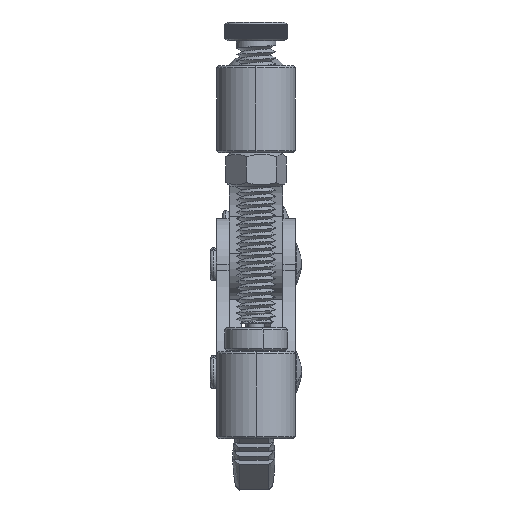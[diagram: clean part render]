
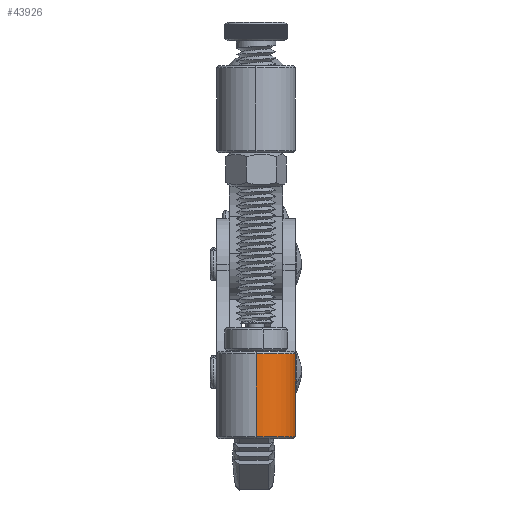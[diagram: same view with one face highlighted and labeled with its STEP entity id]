
A CAD part, top view. The second image highlights one B-rep face of the part: STEP entity #43926.
In plain terms, the highlighted cylindrical face has radius 9.5 mm (diameter 19 mm), a partial arc.
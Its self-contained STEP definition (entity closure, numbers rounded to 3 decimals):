
#7531 = VERTEX_POINT ( 'NONE', #33010 ) ;
#7834 = VERTEX_POINT ( 'NONE', #40774 ) ;
#7846 = EDGE_CURVE ( 'NONE', #7834, #7899, #38471, .T. ) ;
#7899 = VERTEX_POINT ( 'NONE', #40843 ) ;
#33010 = CARTESIAN_POINT ( 'NONE',  ( 9.53, 48.224, 26.316 ) ) ;
#38467 = DIRECTION ( 'NONE',  ( 0., 0., 1. ) ) ;
#38468 = DIRECTION ( 'NONE',  ( 0., -1., 0. ) ) ;
#38469 = CARTESIAN_POINT ( 'NONE',  ( 9.53, 68.224, 35.816 ) ) ;
#38470 = AXIS2_PLACEMENT_3D ( 'NONE', #38469, #38468, #38467 ) ;
#38471 = CIRCLE ( 'NONE', #38470, 9.5 ) ;
#40774 = CARTESIAN_POINT ( 'NONE',  ( 9.53, 68.224, 26.316 ) ) ;
#40843 = CARTESIAN_POINT ( 'NONE',  ( 9.53, 68.224, 45.316 ) ) ;
#41117 = AXIS2_PLACEMENT_3D ( 'NONE', #41176, #41175, #41174 ) ;
#41118 = CYLINDRICAL_SURFACE ( 'NONE', #41117, 9.5 ) ;
#41119 = FACE_OUTER_BOUND ( 'NONE', #43929, .T. ) ;
#41124 = DIRECTION ( 'NONE',  ( 0., -1., 0. ) ) ;
#41125 = VECTOR ( 'NONE', #41124, 1000. ) ;
#41126 = CARTESIAN_POINT ( 'NONE',  ( 9.53, 68.724, 45.316 ) ) ;
#41127 = LINE ( 'NONE', #41126, #41125 ) ;
#41174 = DIRECTION ( 'NONE',  ( 0., 0., -1. ) ) ;
#41175 = DIRECTION ( 'NONE',  ( 0., -1., 0. ) ) ;
#41176 = CARTESIAN_POINT ( 'NONE',  ( 9.53, 68.724, 35.816 ) ) ;
#41214 = DIRECTION ( 'NONE',  ( 0., -1., 0. ) ) ;
#41215 = VECTOR ( 'NONE', #41214, 1000. ) ;
#41216 = CARTESIAN_POINT ( 'NONE',  ( 9.53, 68.724, 26.316 ) ) ;
#41217 = LINE ( 'NONE', #41216, #41215 ) ;
#41575 = DIRECTION ( 'NONE',  ( 0., 0., 1. ) ) ;
#41576 = DIRECTION ( 'NONE',  ( 0., 1., 0. ) ) ;
#41577 = CARTESIAN_POINT ( 'NONE',  ( 9.53, 48.224, 35.816 ) ) ;
#41578 = AXIS2_PLACEMENT_3D ( 'NONE', #41577, #41576, #41575 ) ;
#41579 = CIRCLE ( 'NONE', #41578, 9.5 ) ;
#41585 = CARTESIAN_POINT ( 'NONE',  ( 9.53, 48.224, 45.316 ) ) ;
#43911 = ORIENTED_EDGE ( 'NONE', *, *, #44367, .T. ) ;
#43915 = EDGE_CURVE ( 'NONE', #7899, #44365, #41127, .T. ) ;
#43917 = ORIENTED_EDGE ( 'NONE', *, *, #7846, .T. ) ;
#43919 = ORIENTED_EDGE ( 'NONE', *, *, #43915, .T. ) ;
#43926 = ADVANCED_FACE ( 'NONE', ( #41119 ), #41118, .T. ) ;
#43929 = EDGE_LOOP ( 'NONE', ( #43917, #43919, #43911, #44017 ) ) ;
#44011 = EDGE_CURVE ( 'NONE', #7834, #7531, #41217, .T. ) ;
#44017 = ORIENTED_EDGE ( 'NONE', *, *, #44011, .F. ) ;
#44365 = VERTEX_POINT ( 'NONE', #41585 ) ;
#44367 = EDGE_CURVE ( 'NONE', #44365, #7531, #41579, .T. ) ;
